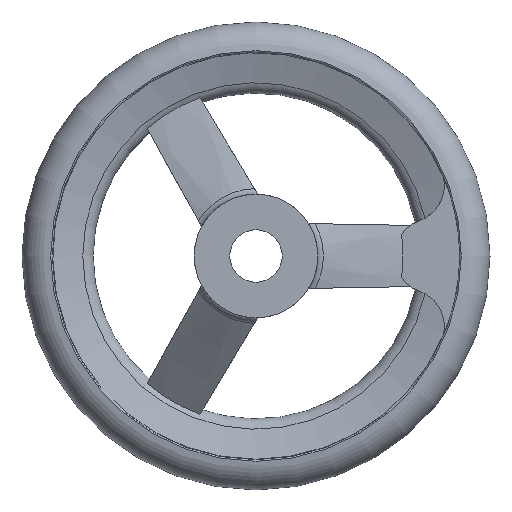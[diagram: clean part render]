
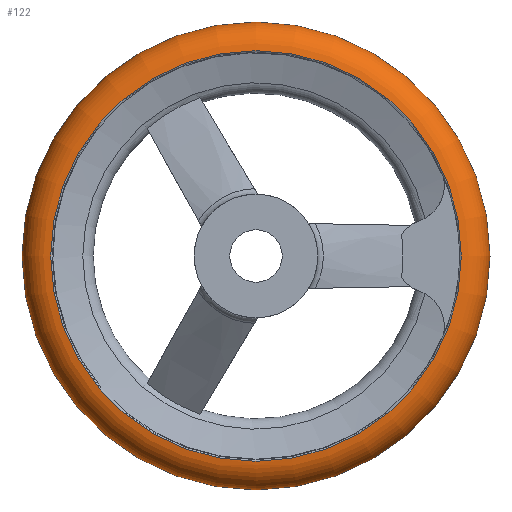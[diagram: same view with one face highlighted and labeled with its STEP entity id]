
A CAD part, front view. The second image highlights one B-rep face of the part: STEP entity #122.
In plain terms, the highlighted toroidal (fillet/blend) face has major radius 54.5 mm and minor radius 8 mm.
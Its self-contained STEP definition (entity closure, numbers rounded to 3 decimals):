
#122 = ADVANCED_FACE( '', ( #262, #263, #264 ), #265, .T. );
#262 = FACE_BOUND( '', #421, .T. );
#263 = FACE_OUTER_BOUND( '', #422, .T. );
#264 = FACE_OUTER_BOUND( '', #423, .T. );
#265 = TOROIDAL_SURFACE( '', #424, 54.5, 8. );
#421 = VERTEX_LOOP( '', #733 );
#422 = EDGE_LOOP( '', ( #734 ) );
#423 = EDGE_LOOP( '', ( #735 ) );
#424 = AXIS2_PLACEMENT_3D( '', #736, #737, #738 );
#733 = VERTEX_POINT( '', #1044 );
#734 = ORIENTED_EDGE( '', *, *, #1016, .T. );
#735 = ORIENTED_EDGE( '', *, *, #1020, .F. );
#736 = CARTESIAN_POINT( '', ( 0., 28., 0. ) );
#737 = DIRECTION( '', ( 0., -1., 0. ) );
#738 = DIRECTION( '', ( 0., 0., -1. ) );
#1016 = EDGE_CURVE( '', #1249, #1249, #1250, .T. );
#1020 = EDGE_CURVE( '', #1254, #1254, #1255, .T. );
#1044 = CARTESIAN_POINT( '', ( 0., 28., -62.5 ) );
#1249 = VERTEX_POINT( '', #1865 );
#1250 = CIRCLE( '', #1866, 54.833 );
#1254 = VERTEX_POINT( '', #1870 );
#1255 = CIRCLE( '', #1871, 54.833 );
#1865 = CARTESIAN_POINT( '', ( 0., 35.993, -54.833 ) );
#1866 = AXIS2_PLACEMENT_3D( '', #2182, #2183, #2184 );
#1870 = CARTESIAN_POINT( '', ( 0., 20.007, -54.833 ) );
#1871 = AXIS2_PLACEMENT_3D( '', #2188, #2189, #2190 );
#2182 = CARTESIAN_POINT( '', ( 0., 35.993, 0. ) );
#2183 = DIRECTION( '', ( 0., -1., 0. ) );
#2184 = DIRECTION( '', ( 0., 0., -1. ) );
#2188 = CARTESIAN_POINT( '', ( 0., 20.007, 0. ) );
#2189 = DIRECTION( '', ( 0., -1., 0. ) );
#2190 = DIRECTION( '', ( 0., 0., -1. ) );
